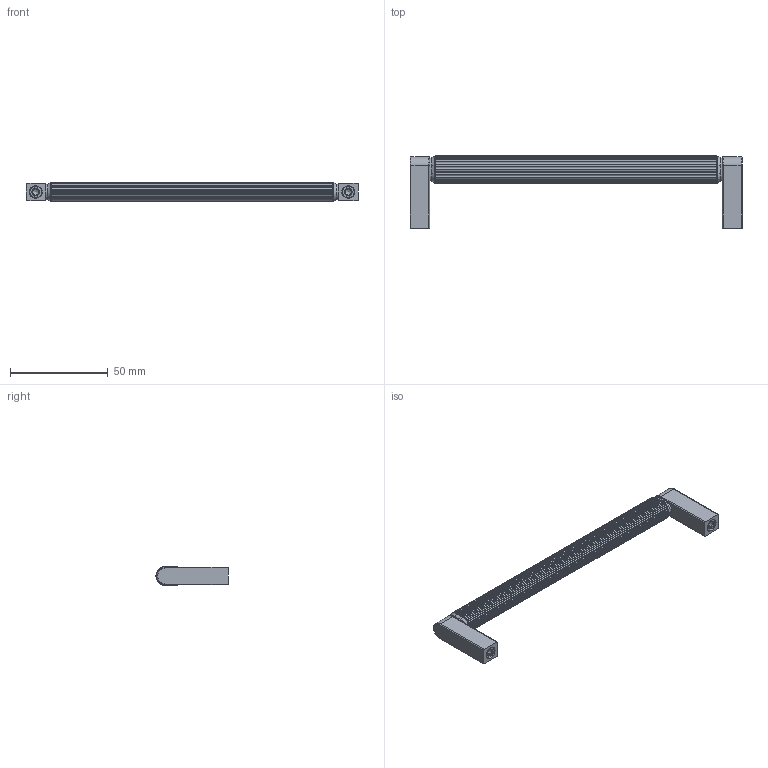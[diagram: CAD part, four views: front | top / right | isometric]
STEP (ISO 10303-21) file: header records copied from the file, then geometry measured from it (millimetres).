
FILE_DESCRIPTION(/* description */ (''),/* implementation_level */ '2;1');
FILE_NAME(/* name */ '0676_160_01.stp',/* time_stamp */ '2024-07-26T06:57:11+02:00',/* author */ ('mantolin'),/* organization */ (''),/* preprocessor_version */ 'ST-DEVELOPER v18.1',/* originating_system */ 'Autodesk Inventor 2022',/* authorisation */ '');
FILE_SCHEMA (('AUTOMOTIVE_DESIGN { 1 0 10303 214 3 1 1 }'));
Length unit declared in the file: millimetre
Products named in the file (4): 0676_160_00; 0676_160_Bar_00; 0676_Extreme Foot_00; SCREW MF_32_00
Assembly tree (5 placements, depth 2):
  0676_160_00
    0676_160_Bar_00
    0676_Extreme Foot_00  x2
    SCREW MF_32_00  x2
Bounding box: 170 x 37 x 10 mm (x, y, z)
Volume: 23033.3 mm3; surface area: 12983.5 mm2
Topology: 5 solids, 5 shells, 404 faces, 964 edges, 576 vertices
Faces by surface type: bspline 192, cylinder 130, plane 58, cone 16, torus 8
Full cylindrical faces by diameter (mm): 3.242 x4, 4 x4, 6 x2, 6.5 x2
Entity records: 26840 total; most frequent: CARTESIAN_POINT 19554, ORIENTED_EDGE 1748, DIRECTION 1157, EDGE_CURVE 874, VERTEX_POINT 518, AXIS2_PLACEMENT_3D 481, EDGE_LOOP 378, FACE_OUTER_BOUND 367
